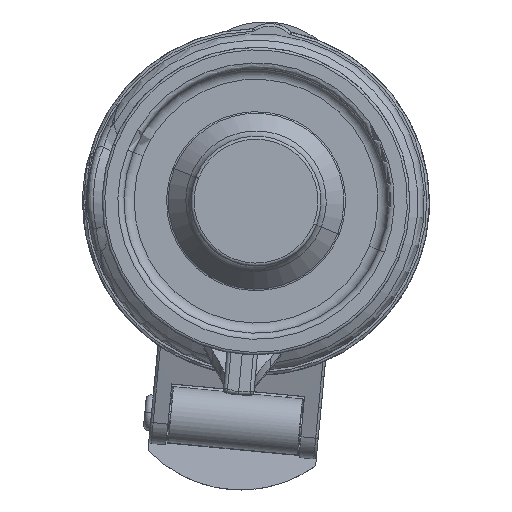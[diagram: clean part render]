
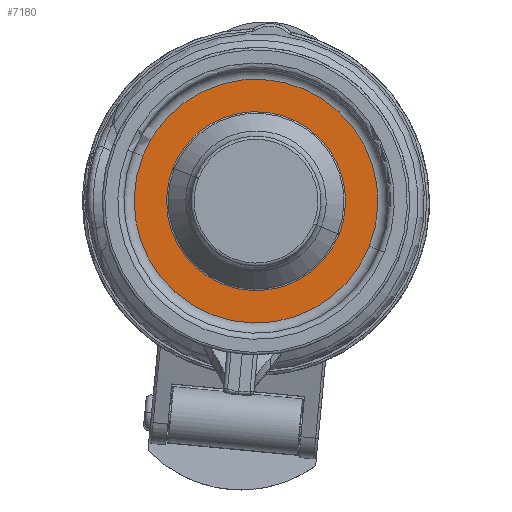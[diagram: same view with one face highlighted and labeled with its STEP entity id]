
A CAD part, top view. The second image highlights one B-rep face of the part: STEP entity #7180.
In plain terms, the highlighted planar face has unit normal (0, 0, 1).
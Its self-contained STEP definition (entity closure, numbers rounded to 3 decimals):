
#100=CARTESIAN_POINT('',(0.,0.,103.331));
#101=DIRECTION('',(0.,0.,1.));
#102=DIRECTION('',(0.929,-0.369,0.));
#103=AXIS2_PLACEMENT_3D('',#100,#101,#102);
#105=CARTESIAN_POINT('',(0.,0.,103.331));
#106=DIRECTION('',(0.,0.,1.));
#107=DIRECTION('',(-0.929,0.369,0.));
#108=AXIS2_PLACEMENT_3D('',#105,#106,#107);
#110=CARTESIAN_POINT('',(0.,0.,103.331));
#111=DIRECTION('',(0.,0.,1.));
#112=DIRECTION('',(-0.822,0.57,0.));
#113=AXIS2_PLACEMENT_3D('',#110,#111,#112);
#115=CARTESIAN_POINT('',(0.,0.,103.331));
#116=DIRECTION('',(0.,0.,-1.));
#117=DIRECTION('',(0.929,-0.369,0.));
#118=AXIS2_PLACEMENT_3D('',#115,#116,#117);
#120=CARTESIAN_POINT('',(0.,0.,103.331));
#121=DIRECTION('',(0.,0.,-1.));
#122=DIRECTION('',(-0.639,0.77,0.));
#123=AXIS2_PLACEMENT_3D('',#120,#121,#122);
#125=CARTESIAN_POINT('',(0.,0.,103.331));
#126=DIRECTION('',(0.,0.,-1.));
#127=DIRECTION('',(-0.697,0.717,0.));
#128=AXIS2_PLACEMENT_3D('',#125,#126,#127);
#130=CARTESIAN_POINT('',(0.,0.,103.331));
#131=DIRECTION('',(0.,0.,-1.));
#132=DIRECTION('',(-0.929,0.369,0.));
#133=AXIS2_PLACEMENT_3D('',#130,#131,#132);
#6099=CARTESIAN_POINT('',(16.3,-6.476,103.331));
#6100=VERTEX_POINT('',#6099);
#6101=CARTESIAN_POINT('',(-16.3,6.476,103.331));
#6102=CARTESIAN_POINT('',(-12.229,12.573,103.331));
#6103=VERTEX_POINT('',#6101);
#6104=VERTEX_POINT('',#6102);
#6105=CARTESIAN_POINT('',(-11.2,13.498,103.331));
#6106=VERTEX_POINT('',#6105);
#6125=CARTESIAN_POINT('',(-22.203,8.822,103.331));
#6126=CARTESIAN_POINT('',(22.203,-8.822,103.331));
#6127=VERTEX_POINT('',#6125);
#6128=VERTEX_POINT('',#6126);
#6157=CARTESIAN_POINT('',(-19.631,13.616,103.331));
#6158=VERTEX_POINT('',#6157);
#7161=CARTESIAN_POINT('',(-11.083,13.358,103.331));
#7162=DIRECTION('',(0.,0.,1.));
#7163=DIRECTION('',(0.639,-0.77,0.));
#7164=AXIS2_PLACEMENT_3D('',#7161,#7162,#7163);
#7165=PLANE('',#7164);
#7167=ORIENTED_EDGE('',*,*,#7166,.F.);
#7169=ORIENTED_EDGE('',*,*,#7168,.F.);
#7171=ORIENTED_EDGE('',*,*,#7170,.F.);
#7172=EDGE_LOOP('',(#7167,#7169,#7171));
#7173=FACE_OUTER_BOUND('',#7172,.F.);
#7174=ORIENTED_EDGE('',*,*,#7155,.F.);
#7175=ORIENTED_EDGE('',*,*,#7034,.F.);
#7176=ORIENTED_EDGE('',*,*,#7032,.F.);
#7177=ORIENTED_EDGE('',*,*,#7030,.F.);
#7178=EDGE_LOOP('',(#7174,#7175,#7176,#7177));
#7179=FACE_BOUND('',#7178,.F.);
#7180=ADVANCED_FACE('',(#7173,#7179),#7165,.T.);
#104=CIRCLE('',#103,23.891);
#109=CIRCLE('',#108,23.891);
#114=CIRCLE('',#113,23.891);
#119=CIRCLE('',#118,17.54);
#124=CIRCLE('',#123,17.54);
#129=CIRCLE('',#128,17.54);
#134=CIRCLE('',#133,17.54);
#7030=EDGE_CURVE('',#6103,#6104,#134,.T.);
#7032=EDGE_CURVE('',#6104,#6106,#129,.T.);
#7034=EDGE_CURVE('',#6106,#6100,#124,.T.);
#7155=EDGE_CURVE('',#6100,#6103,#119,.T.);
#7166=EDGE_CURVE('',#6128,#6158,#104,.T.);
#7168=EDGE_CURVE('',#6127,#6128,#109,.T.);
#7170=EDGE_CURVE('',#6158,#6127,#114,.T.);
